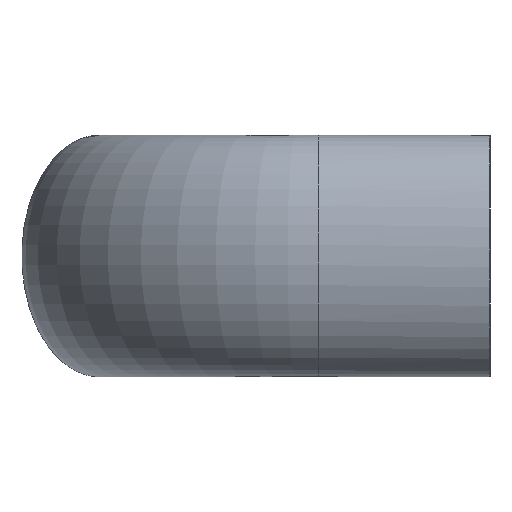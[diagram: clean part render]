
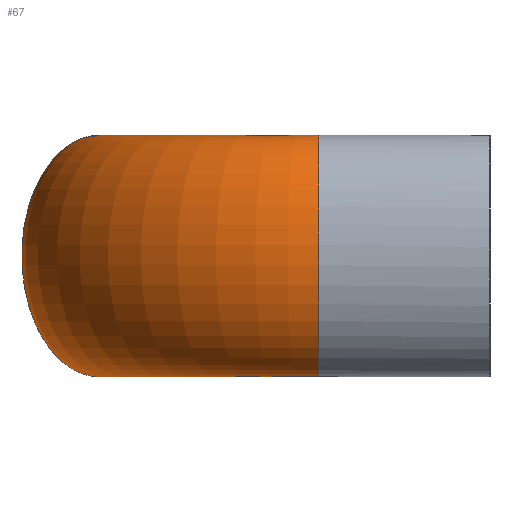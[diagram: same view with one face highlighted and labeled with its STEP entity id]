
A CAD part, left-side view. The second image highlights one B-rep face of the part: STEP entity #67.
In plain terms, the highlighted face is a revolution surface.
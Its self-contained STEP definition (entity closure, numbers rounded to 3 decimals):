
#67 = ADVANCED_FACE( '', ( #149 ), #150, .T. );
#149 = FACE_OUTER_BOUND( '', #270, .T. );
#150 = SURFACE_OF_REVOLUTION( '', #271, #272 );
#270 = EDGE_LOOP( '', ( #437, #438, #439, #440 ) );
#271 = ( BOUNDED_CURVE(  )B_SPLINE_CURVE( 3, ( #443, #444, #445, #446 ), .UNSPECIFIED., .F., .F. )B_SPLINE_CURVE_WITH_KNOTS( ( 4, 4 ), ( 0., 1. ), .UNSPECIFIED. )CURVE(  )GEOMETRIC_REPRESENTATION_ITEM(  )RATIONAL_B_SPLINE_CURVE( ( 0.854, 0.285, 0.285, 0.854 ) )REPRESENTATION_ITEM( '' ) );
#272 = AXIS1_PLACEMENT( '', #452, #453 );
#437 = ORIENTED_EDGE( '', *, *, #546, .T. );
#438 = ORIENTED_EDGE( '', *, *, #552, .T. );
#439 = ORIENTED_EDGE( '', *, *, #553, .T. );
#440 = ORIENTED_EDGE( '', *, *, #554, .T. );
#443 = CARTESIAN_POINT( '', ( -1.38, 32.38, -12. ) );
#444 = CARTESIAN_POINT( '', ( -12.34, 43.34, -12. ) );
#445 = CARTESIAN_POINT( '', ( -12.34, 43.34, 12. ) );
#446 = CARTESIAN_POINT( '', ( -1.38, 32.38, 12. ) );
#452 = CARTESIAN_POINT( '', ( 14., 17., 0. ) );
#453 = DIRECTION( '', ( 0., 0., 1. ) );
#546 = EDGE_CURVE( '', #606, #604, #607, .T. );
#552 = EDGE_CURVE( '', #604, #594, #613, .T. );
#553 = EDGE_CURVE( '', #594, #592, #614, .T. );
#554 = EDGE_CURVE( '', #592, #606, #615, .T. );
#592 = VERTEX_POINT( '', #733 );
#594 = VERTEX_POINT( '', #736 );
#604 = VERTEX_POINT( '', #757 );
#606 = VERTEX_POINT( '', #760 );
#607 = ( BOUNDED_CURVE(  )B_SPLINE_CURVE( 3, ( #763, #764, #765, #766 ), .UNSPECIFIED., .F., .F. )B_SPLINE_CURVE_WITH_KNOTS( ( 4, 4 ), ( 0., 1. ), .UNSPECIFIED. )CURVE(  )GEOMETRIC_REPRESENTATION_ITEM(  )RATIONAL_B_SPLINE_CURVE( ( 0.854, 0.285, 0.285, 0.854 ) )REPRESENTATION_ITEM( '' ) );
#613 = ( BOUNDED_CURVE(  )B_SPLINE_CURVE( 3, ( #780, #781, #782, #783 ), .UNSPECIFIED., .F., .F. )B_SPLINE_CURVE_WITH_KNOTS( ( 4, 4 ), ( 0., 1. ), .UNSPECIFIED. )CURVE(  )GEOMETRIC_REPRESENTATION_ITEM(  )RATIONAL_B_SPLINE_CURVE( ( 1., 0.805, 0.805, 1. ) )REPRESENTATION_ITEM( '' ) );
#614 = ( BOUNDED_CURVE(  )B_SPLINE_CURVE( 3, ( #791, #792, #793, #794 ), .UNSPECIFIED., .F., .F. )B_SPLINE_CURVE_WITH_KNOTS( ( 4, 4 ), ( 0., 1. ), .UNSPECIFIED. )CURVE(  )GEOMETRIC_REPRESENTATION_ITEM(  )RATIONAL_B_SPLINE_CURVE( ( 0.854, 0.285, 0.285, 0.854 ) )REPRESENTATION_ITEM( '' ) );
#615 = ( BOUNDED_CURVE(  )B_SPLINE_CURVE( 3, ( #802, #803, #804, #805 ), .UNSPECIFIED., .F., .F. )B_SPLINE_CURVE_WITH_KNOTS( ( 4, 4 ), ( 0., 1. ), .UNSPECIFIED. )CURVE(  )GEOMETRIC_REPRESENTATION_ITEM(  )RATIONAL_B_SPLINE_CURVE( ( 1., 0.805, 0.805, 1. ) )REPRESENTATION_ITEM( '' ) );
#733 = CARTESIAN_POINT( '', ( -7.75, 17., 12. ) );
#736 = CARTESIAN_POINT( '', ( -7.75, 17., -12. ) );
#757 = CARTESIAN_POINT( '', ( 14., 38.75, -12. ) );
#760 = CARTESIAN_POINT( '', ( 14., 38.75, 12. ) );
#763 = CARTESIAN_POINT( '', ( 14., 38.75, 12. ) );
#764 = CARTESIAN_POINT( '', ( 14., 54.25, 12. ) );
#765 = CARTESIAN_POINT( '', ( 14., 54.25, -12. ) );
#766 = CARTESIAN_POINT( '', ( 14., 38.75, -12. ) );
#780 = CARTESIAN_POINT( '', ( 14., 38.75, -12. ) );
#781 = CARTESIAN_POINT( '', ( 1.259, 38.75, -12. ) );
#782 = CARTESIAN_POINT( '', ( -7.75, 29.741, -12. ) );
#783 = CARTESIAN_POINT( '', ( -7.75, 17., -12. ) );
#791 = CARTESIAN_POINT( '', ( -7.75, 17., -12. ) );
#792 = CARTESIAN_POINT( '', ( -23.25, 17., -12. ) );
#793 = CARTESIAN_POINT( '', ( -23.25, 17., 12. ) );
#794 = CARTESIAN_POINT( '', ( -7.75, 17., 12. ) );
#802 = CARTESIAN_POINT( '', ( -7.75, 17., 12. ) );
#803 = CARTESIAN_POINT( '', ( -7.75, 29.741, 12. ) );
#804 = CARTESIAN_POINT( '', ( 1.259, 38.75, 12. ) );
#805 = CARTESIAN_POINT( '', ( 14., 38.75, 12. ) );
